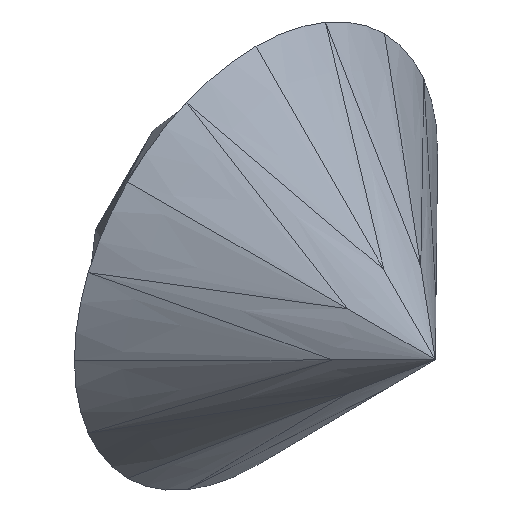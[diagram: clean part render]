
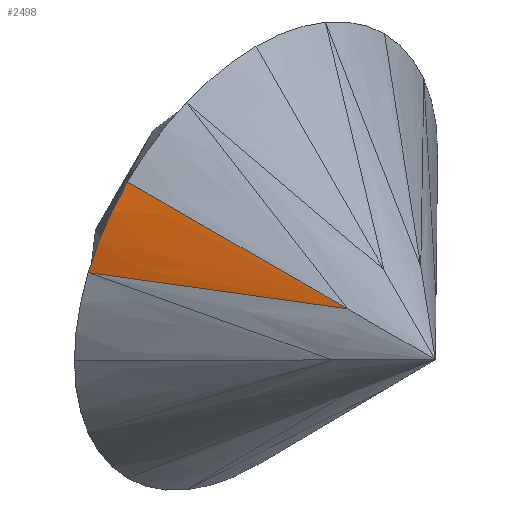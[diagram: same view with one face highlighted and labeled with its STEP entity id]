
A CAD part, isometric view. The second image highlights one B-rep face of the part: STEP entity #2498.
In plain terms, the highlighted free-form (B-spline) face has degree [5, 5] with [6, 6] control points.
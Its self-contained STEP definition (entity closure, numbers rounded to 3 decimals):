
#2062 = VERTEX_POINT('',#2063);
#2063 = CARTESIAN_POINT('',(88.538,854.292,
    9.427));
#2072 = EDGE_CURVE('',#2062,#2073,#2075,.T.);
#2073 = VERTEX_POINT('',#2074);
#2074 = CARTESIAN_POINT('',(93.878,854.291,
    17.419));
#2075 = B_SPLINE_CURVE_WITH_KNOTS('',3,(#2076,#2077,#2078,#2079,#2080,
    #2081),.UNSPECIFIED.,.F.,.F.,(4,2,4),(0.,0.25,0.5),.UNSPECIFIED.);
#2076 = CARTESIAN_POINT('',(88.538,854.292,
    9.427));
#2077 = CARTESIAN_POINT('',(89.159,854.29,
    10.921));
#2078 = CARTESIAN_POINT('',(89.921,854.292,
    12.348));
#2079 = CARTESIAN_POINT('',(91.709,854.292,
    15.025));
#2080 = CARTESIAN_POINT('',(92.735,854.291,
    16.275));
#2081 = CARTESIAN_POINT('',(93.878,854.291,
    17.419));
#2498 = ADVANCED_FACE('',(#2499),#2522,.T.);
#2499 = FACE_BOUND('',#2500,.T.);
#2500 = EDGE_LOOP('',(#2501,#2510,#2521));
#2501 = ORIENTED_EDGE('',*,*,#2502,.F.);
#2502 = EDGE_CURVE('',#2503,#2062,#2505,.T.);
#2503 = VERTEX_POINT('',#2504);
#2504 = CARTESIAN_POINT('',(106.321,836.917,
    4.977));
#2505 = B_SPLINE_CURVE_WITH_KNOTS('',3,(#2506,#2507,#2508,#2509),
  .UNSPECIFIED.,.F.,.F.,(4,4),(0.,1.),.PIECEWISE_BEZIER_KNOTS.);
#2506 = CARTESIAN_POINT('',(106.321,836.917,
    4.977));
#2507 = CARTESIAN_POINT('',(100.393,842.709,
    6.46));
#2508 = CARTESIAN_POINT('',(94.466,848.5,
    7.944));
#2509 = CARTESIAN_POINT('',(88.538,854.292,
    9.427));
#2510 = ORIENTED_EDGE('',*,*,#2511,.F.);
#2511 = EDGE_CURVE('',#2073,#2503,#2512,.T.);
#2512 = B_SPLINE_CURVE_WITH_KNOTS('',3,(#2513,#2514,#2515,#2516,#2517,
    #2518,#2519,#2520),.UNSPECIFIED.,.F.,.F.,(4,2,2,4),(0.,0.25,0.5,1.),
  .UNSPECIFIED.);
#2513 = CARTESIAN_POINT('',(93.878,854.291,
    17.419));
#2514 = CARTESIAN_POINT('',(94.916,852.845,
    16.381));
#2515 = CARTESIAN_POINT('',(95.952,851.396,
    15.346));
#2516 = CARTESIAN_POINT('',(98.026,848.5,
    13.272));
#2517 = CARTESIAN_POINT('',(99.063,847.052,
    12.235));
#2518 = CARTESIAN_POINT('',(102.174,842.709,
    9.124));
#2519 = CARTESIAN_POINT('',(104.247,839.813,
    7.051));
#2520 = CARTESIAN_POINT('',(106.321,836.917,
    4.977));
#2521 = ORIENTED_EDGE('',*,*,#2072,.F.);
#2522 = B_SPLINE_SURFACE_WITH_KNOTS('',5,5,(
    (#2523,#2524,#2525,#2526,#2527,#2528)
    ,(#2529,#2530,#2531,#2532,#2533,#2534)
    ,(#2535,#2536,#2537,#2538,#2539,#2540)
    ,(#2541,#2542,#2543,#2544,#2545,#2546)
    ,(#2547,#2548,#2549,#2550,#2551,#2552)
    ,(#2553,#2554,#2555,#2556,#2557,#2558
    )),.UNSPECIFIED.,.F.,.F.,.F.,(6,6),(6,6),(-11.844,
    6.219),(-3.51,3.441),
  .PIECEWISE_BEZIER_KNOTS.);
#2523 = CARTESIAN_POINT('',(109.179,837.072,
    9.152));
#2524 = CARTESIAN_POINT('',(108.098,836.901,
    7.525));
#2525 = CARTESIAN_POINT('',(107.051,836.773,
    5.876));
#2526 = CARTESIAN_POINT('',(106.035,836.683,
    4.205));
#2527 = CARTESIAN_POINT('',(105.052,836.633,
    2.513));
#2528 = CARTESIAN_POINT('',(104.102,836.626,
    0.799));
#2529 = CARTESIAN_POINT('',(106.031,840.677,
    10.873));
#2530 = CARTESIAN_POINT('',(104.948,840.505,
    9.247));
#2531 = CARTESIAN_POINT('',(103.899,840.374,
    7.599));
#2532 = CARTESIAN_POINT('',(102.883,840.284,
    5.929));
#2533 = CARTESIAN_POINT('',(101.903,840.238,
    4.235));
#2534 = CARTESIAN_POINT('',(100.956,840.233,2.519
    ));
#2535 = CARTESIAN_POINT('',(102.876,844.275,
    12.598));
#2536 = CARTESIAN_POINT('',(101.784,844.091,
    10.979));
#2537 = CARTESIAN_POINT('',(100.734,843.959,9.331
    ));
#2538 = CARTESIAN_POINT('',(99.722,843.873,
    7.659));
#2539 = CARTESIAN_POINT('',(98.742,843.828,
    5.964));
#2540 = CARTESIAN_POINT('',(97.803,843.833,
    4.243));
#2541 = CARTESIAN_POINT('',(99.729,847.882,
    14.318));
#2542 = CARTESIAN_POINT('',(98.632,847.691,
    12.702));
#2543 = CARTESIAN_POINT('',(97.574,847.549,
    11.06));
#2544 = CARTESIAN_POINT('',(96.556,847.457,
    9.391));
#2545 = CARTESIAN_POINT('',(95.587,847.425,
    7.69));
#2546 = CARTESIAN_POINT('',(94.66,847.445,
    5.96));
#2547 = CARTESIAN_POINT('',(96.574,851.479,
    16.044));
#2548 = CARTESIAN_POINT('',(95.426,851.226,
    14.462));
#2549 = CARTESIAN_POINT('',(94.35,851.061,
    12.832));
#2550 = CARTESIAN_POINT('',(93.34,850.979,
    11.158));
#2551 = CARTESIAN_POINT('',(92.388,850.968,
    9.445));
#2552 = CARTESIAN_POINT('',(91.502,851.038,7.688
    ));
#2553 = CARTESIAN_POINT('',(93.326,854.96,
    17.832));
#2554 = CARTESIAN_POINT('',(92.154,854.678,
    16.266));
#2555 = CARTESIAN_POINT('',(91.063,854.494,
    14.646));
#2556 = CARTESIAN_POINT('',(90.056,854.416,
    12.969));
#2557 = CARTESIAN_POINT('',(89.126,854.432,
    11.242));
#2558 = CARTESIAN_POINT('',(88.271,854.541,
    9.464));
